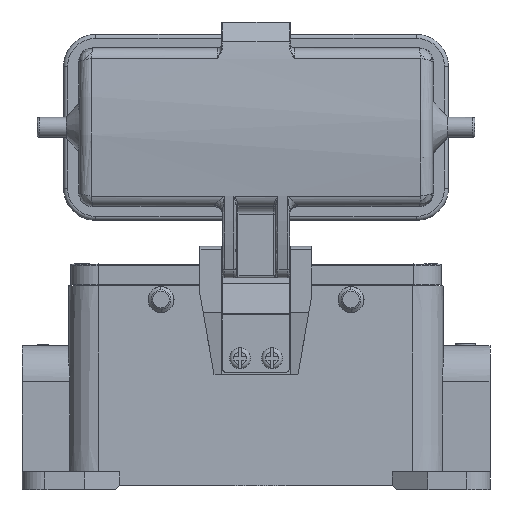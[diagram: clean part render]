
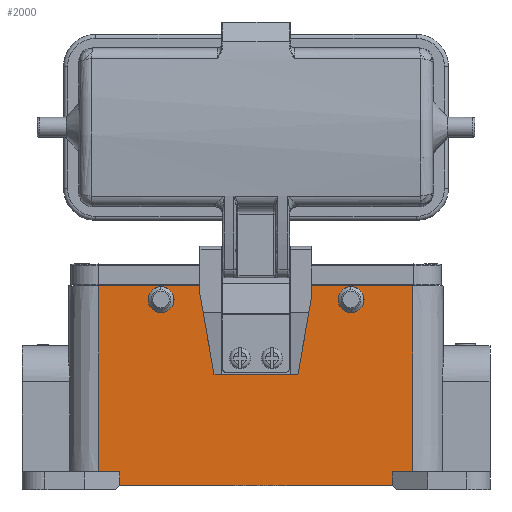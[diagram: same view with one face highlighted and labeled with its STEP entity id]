
A CAD part, front view. The second image highlights one B-rep face of the part: STEP entity #2000.
In plain terms, the highlighted planar face has unit normal (0, -1, 0.009).
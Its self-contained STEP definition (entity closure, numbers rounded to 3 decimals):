
#40=ELLIPSE('',#21576,1.5,1.5);
#41=ELLIPSE('',#21577,1.5,1.5);
#467=FACE_BOUND('',#4760,.T.);
#468=FACE_BOUND('',#4761,.T.);
#469=FACE_BOUND('',#4762,.T.);
#470=FACE_BOUND('',#4763,.T.);
#471=FACE_BOUND('',#4764,.T.);
#937=PLANE('',#21578);
#2000=ADVANCED_FACE('',(#467,#468,#469,#470,#471),#937,.T.);
#4760=EDGE_LOOP('',(#13654));
#4761=EDGE_LOOP('',(#13655));
#4762=EDGE_LOOP('',(#13656));
#4763=EDGE_LOOP('',(#13657));
#4764=EDGE_LOOP('',(#13658,#13659,#13660,#13661,#13662,#13663,#13664,#13665,
#13666,#13667,#13668,#13669));
#5617=CIRCLE('',#21574,1.5);
#5618=CIRCLE('',#21575,1.5);
#6731=LINE('',#44392,#8163);
#6732=LINE('',#44394,#8164);
#6744=LINE('',#44437,#8176);
#6749=LINE('',#44458,#8181);
#6756=LINE('',#44493,#8188);
#6785=LINE('',#44568,#8217);
#6788=LINE('',#44582,#8220);
#6795=LINE('',#44598,#8227);
#6929=LINE('',#45110,#8361);
#6942=LINE('',#45144,#8374);
#6944=LINE('',#45148,#8376);
#6945=LINE('',#45158,#8377);
#8163=VECTOR('',#25894,1.);
#8164=VECTOR('',#25897,1.);
#8176=VECTOR('',#25921,1.);
#8181=VECTOR('',#25932,1.);
#8188=VECTOR('',#25951,1.);
#8217=VECTOR('',#26024,1.);
#8220=VECTOR('',#26041,1.);
#8227=VECTOR('',#26052,1.);
#8361=VECTOR('',#26336,1.);
#8374=VECTOR('',#26371,1.);
#8376=VECTOR('',#26375,1.);
#8377=VECTOR('',#26386,1.);
#13654=ORIENTED_EDGE('',*,*,#18847,.F.);
#13655=ORIENTED_EDGE('',*,*,#18848,.F.);
#13656=ORIENTED_EDGE('',*,*,#18849,.T.);
#13657=ORIENTED_EDGE('',*,*,#18850,.T.);
#13658=ORIENTED_EDGE('',*,*,#18844,.T.);
#13659=ORIENTED_EDGE('',*,*,#18827,.T.);
#13660=ORIENTED_EDGE('',*,*,#18645,.F.);
#13661=ORIENTED_EDGE('',*,*,#18637,.T.);
#13662=ORIENTED_EDGE('',*,*,#18630,.F.);
#13663=ORIENTED_EDGE('',*,*,#18851,.T.);
#13664=ORIENTED_EDGE('',*,*,#18592,.F.);
#13665=ORIENTED_EDGE('',*,*,#18580,.T.);
#13666=ORIENTED_EDGE('',*,*,#18572,.T.);
#13667=ORIENTED_EDGE('',*,*,#18556,.T.);
#13668=ORIENTED_EDGE('',*,*,#18555,.F.);
#13669=ORIENTED_EDGE('',*,*,#18846,.F.);
#15831=VERTEX_POINT('',#44389);
#15832=VERTEX_POINT('',#44391);
#15833=VERTEX_POINT('',#44395);
#15846=VERTEX_POINT('',#44438);
#15851=VERTEX_POINT('',#44459);
#15861=VERTEX_POINT('',#44494);
#15882=VERTEX_POINT('',#44563);
#15884=VERTEX_POINT('',#44567);
#15889=VERTEX_POINT('',#44583);
#15896=VERTEX_POINT('',#44599);
#16016=VERTEX_POINT('',#45111);
#16026=VERTEX_POINT('',#45145);
#16027=VERTEX_POINT('',#45151);
#16028=VERTEX_POINT('',#45153);
#16029=VERTEX_POINT('',#45155);
#16030=VERTEX_POINT('',#45157);
#18555=EDGE_CURVE('',#15832,#15831,#6731,.T.);
#18556=EDGE_CURVE('',#15833,#15831,#6732,.T.);
#18572=EDGE_CURVE('',#15846,#15833,#6744,.T.);
#18580=EDGE_CURVE('',#15851,#15846,#6749,.T.);
#18592=EDGE_CURVE('',#15851,#15861,#6756,.T.);
#18630=EDGE_CURVE('',#15884,#15882,#6785,.T.);
#18637=EDGE_CURVE('',#15889,#15882,#6788,.T.);
#18645=EDGE_CURVE('',#15889,#15896,#6795,.T.);
#18827=EDGE_CURVE('',#16016,#15896,#6929,.T.);
#18844=EDGE_CURVE('',#16026,#16016,#6942,.T.);
#18846=EDGE_CURVE('',#16026,#15832,#6944,.T.);
#18847=EDGE_CURVE('',#16027,#16027,#5617,.T.);
#18848=EDGE_CURVE('',#16028,#16028,#5618,.T.);
#18849=EDGE_CURVE('',#16029,#16029,#40,.T.);
#18850=EDGE_CURVE('',#16030,#16030,#41,.T.);
#18851=EDGE_CURVE('',#15884,#15861,#6945,.T.);
#21574=AXIS2_PLACEMENT_3D('',#45150,#26378,#26379);
#21575=AXIS2_PLACEMENT_3D('',#45152,#26380,#26381);
#21576=AXIS2_PLACEMENT_3D('',#45154,#26382,#26383);
#21577=AXIS2_PLACEMENT_3D('',#45156,#26384,#26385);
#21578=AXIS2_PLACEMENT_3D('',#45159,#26387,#26388);
#25894=DIRECTION('',(1.,0.,0.));
#25897=DIRECTION('',(0.,-0.009,-1.));
#25921=DIRECTION('',(-1.,0.,0.));
#25932=DIRECTION('',(0.,0.009,1.));
#25951=DIRECTION('',(-1.,0.,0.));
#26024=DIRECTION('',(-1.,0.,0.));
#26041=DIRECTION('',(0.,-0.009,-1.));
#26052=DIRECTION('',(-1.,0.,0.));
#26336=DIRECTION('',(0.,-0.009,-1.));
#26371=DIRECTION('',(-1.,0.,0.));
#26375=DIRECTION('',(0.,-0.009,-1.));
#26378=DIRECTION('',(0.,-1.,0.009));
#26379=DIRECTION('',(1.,0.,0.));
#26380=DIRECTION('',(0.,-1.,0.009));
#26381=DIRECTION('',(1.,0.,0.));
#26382=DIRECTION('',(0.,1.,-0.009));
#26383=DIRECTION('',(0.,0.009,1.));
#26384=DIRECTION('',(0.,1.,-0.009));
#26385=DIRECTION('',(0.,0.009,1.));
#26386=DIRECTION('',(0.,0.009,1.));
#26387=DIRECTION('',(0.,-1.,0.009));
#26388=DIRECTION('',(-1.,0.,0.));
#44389=CARTESIAN_POINT('',(1.6,-21.526,21.5));
#44391=CARTESIAN_POINT('',(-1.6,-21.526,21.5));
#44392=CARTESIAN_POINT('',(-1.6,-21.526,21.5));
#44394=CARTESIAN_POINT('',(1.6,-21.5,24.5));
#44395=CARTESIAN_POINT('',(1.6,-21.5,24.5));
#44437=CARTESIAN_POINT('',(39.25,-21.5,24.5));
#44438=CARTESIAN_POINT('',(39.25,-21.5,24.5));
#44458=CARTESIAN_POINT('',(39.25,-21.906,-22.));
#44459=CARTESIAN_POINT('',(39.25,-21.906,-22.));
#44493=CARTESIAN_POINT('',(39.25,-21.906,-22.));
#44494=CARTESIAN_POINT('',(34.,-21.906,-22.));
#44563=CARTESIAN_POINT('',(-34.,-21.936,-25.5));
#44567=CARTESIAN_POINT('',(34.,-21.936,-25.5));
#44568=CARTESIAN_POINT('',(34.,-21.936,-25.5));
#44582=CARTESIAN_POINT('',(-34.,-21.906,-22.));
#44583=CARTESIAN_POINT('',(-34.,-21.906,-22.));
#44598=CARTESIAN_POINT('',(-34.,-21.906,-22.));
#44599=CARTESIAN_POINT('',(-39.25,-21.906,-22.));
#45110=CARTESIAN_POINT('',(-39.25,-21.5,24.5));
#45111=CARTESIAN_POINT('',(-39.25,-21.5,24.5));
#45144=CARTESIAN_POINT('',(-1.6,-21.5,24.5));
#45145=CARTESIAN_POINT('',(-1.6,-21.5,24.5));
#45148=CARTESIAN_POINT('',(-1.6,-21.5,24.5));
#45150=CARTESIAN_POINT('',(4.,-21.66,6.212));
#45151=CARTESIAN_POINT('',(5.5,-21.66,6.212));
#45152=CARTESIAN_POINT('',(-4.,-21.66,6.212));
#45153=CARTESIAN_POINT('',(-2.5,-21.66,6.212));
#45154=CARTESIAN_POINT('',(23.75,-21.531,21.));
#45155=CARTESIAN_POINT('',(23.75,-21.517,22.5));
#45156=CARTESIAN_POINT('',(-23.75,-21.531,21.));
#45157=CARTESIAN_POINT('',(-23.75,-21.517,22.5));
#45158=CARTESIAN_POINT('',(34.,-21.936,-25.5));
#45159=CARTESIAN_POINT('',(-41.628,-21.5,24.5));
